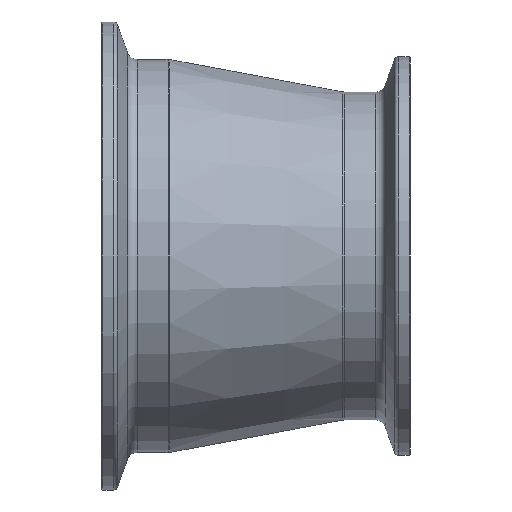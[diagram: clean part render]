
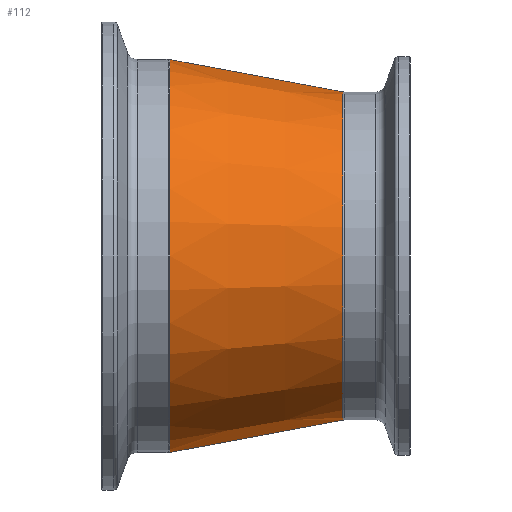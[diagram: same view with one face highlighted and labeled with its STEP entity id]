
A CAD part, front view. The second image highlights one B-rep face of the part: STEP entity #112.
In plain terms, the highlighted conical face has half-angle 10.586 degrees and reference radius 31.909 mm.
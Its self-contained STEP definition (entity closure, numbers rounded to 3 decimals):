
#27 = CARTESIAN_POINT ( 'NONE',  ( 46.88, 0., 0. ) ) ;
#67 = VECTOR ( 'NONE', #1095, 1000. ) ;
#83 = CARTESIAN_POINT ( 'NONE',  ( 46.88, 0., 0. ) ) ;
#106 = CIRCLE ( 'NONE', #535, 38.191 ) ;
#112 = ADVANCED_FACE ( 'NONE', ( #572 ), #318, .T. ) ;
#122 = EDGE_CURVE ( 'NONE', #723, #303, #106, .T. ) ;
#158 = VERTEX_POINT ( 'NONE', #1376 ) ;
#303 = VERTEX_POINT ( 'NONE', #1170 ) ;
#311 = CARTESIAN_POINT ( 'NONE',  ( 13.266, 0., 0. ) ) ;
#318 = CONICAL_SURFACE ( 'NONE', #1303, 31.909, 0.185 ) ;
#327 = DIRECTION ( 'NONE',  ( 0., 0., 1. ) ) ;
#476 = CARTESIAN_POINT ( 'NONE',  ( 13.266, 0., -38.191 ) ) ;
#501 = DIRECTION ( 'NONE',  ( -1., 0., 0. ) ) ;
#535 = AXIS2_PLACEMENT_3D ( 'NONE', #311, #1659, #1455 ) ;
#572 = FACE_OUTER_BOUND ( 'NONE', #1497, .T. ) ;
#578 = EDGE_CURVE ( 'NONE', #1147, #723, #1252, .T. ) ;
#665 = VECTOR ( 'NONE', #1627, 1000. ) ;
#723 = VERTEX_POINT ( 'NONE', #476 ) ;
#812 = CARTESIAN_POINT ( 'NONE',  ( 46.88, 0., -31.909 ) ) ;
#850 = EDGE_CURVE ( 'NONE', #1147, #158, #1486, .T. ) ;
#853 = LINE ( 'NONE', #1233, #665 ) ;
#923 = DIRECTION ( 'NONE',  ( 0., 0., 1. ) ) ;
#947 = EDGE_CURVE ( 'NONE', #158, #303, #853, .T. ) ;
#1033 = CARTESIAN_POINT ( 'NONE',  ( 46.88, 0., -31.909 ) ) ;
#1095 = DIRECTION ( 'NONE',  ( -0.983, 0., -0.184 ) ) ;
#1102 = ORIENTED_EDGE ( 'NONE', *, *, #578, .F. ) ;
#1104 = ORIENTED_EDGE ( 'NONE', *, *, #947, .T. ) ;
#1136 = ORIENTED_EDGE ( 'NONE', *, *, #122, .F. ) ;
#1147 = VERTEX_POINT ( 'NONE', #1033 ) ;
#1170 = CARTESIAN_POINT ( 'NONE',  ( 13.266, 0., 38.191 ) ) ;
#1233 = CARTESIAN_POINT ( 'NONE',  ( 46.88, 0., 31.909 ) ) ;
#1252 = LINE ( 'NONE', #812, #67 ) ;
#1258 = ORIENTED_EDGE ( 'NONE', *, *, #850, .T. ) ;
#1303 = AXIS2_PLACEMENT_3D ( 'NONE', #83, #1516, #327 ) ;
#1376 = CARTESIAN_POINT ( 'NONE',  ( 46.88, 0., 31.909 ) ) ;
#1425 = AXIS2_PLACEMENT_3D ( 'NONE', #27, #501, #923 ) ;
#1455 = DIRECTION ( 'NONE',  ( 0., 0., 1. ) ) ;
#1486 = CIRCLE ( 'NONE', #1425, 31.909 ) ;
#1497 = EDGE_LOOP ( 'NONE', ( #1102, #1258, #1104, #1136 ) ) ;
#1516 = DIRECTION ( 'NONE',  ( -1., 0., 0. ) ) ;
#1627 = DIRECTION ( 'NONE',  ( -0.983, 0., 0.184 ) ) ;
#1659 = DIRECTION ( 'NONE',  ( -1., 0., 0. ) ) ;
